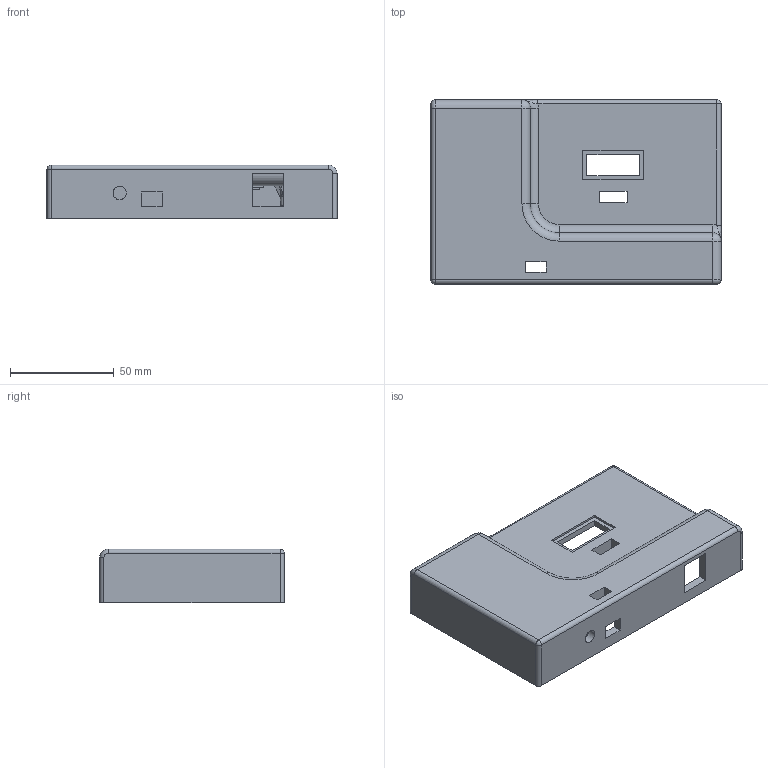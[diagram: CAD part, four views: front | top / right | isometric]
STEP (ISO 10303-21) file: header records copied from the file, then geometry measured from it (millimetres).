
FILE_DESCRIPTION (( 'STEP AP214' ), '1' );
FILE_NAME ('front part step.STEP', '2022-04-07T08:02:17', ( '' ), ( '' ), 'SwSTEP 2.0', 'SolidWorks 2021', '' );
FILE_SCHEMA (( 'AUTOMOTIVE_DESIGN' ));
Length unit declared in the file: millimetre
Products named in the file (1): front part step
Bounding box: 140 x 89 x 26 mm (x, y, z)
Volume: 45461 mm3; surface area: 48299.9 mm2
Topology: 4 solids, 4 shells, 253 faces, 645 edges, 412 vertices
Faces by surface type: plane 171, cylinder 34, cone 24, torus 16, sphere 6, bspline 2
Entity records: 8070 total; most frequent: CARTESIAN_POINT 1875, ORIENTED_EDGE 1274, DIRECTION 1251, EDGE_CURVE 637, LINE 423, VECTOR 423, AXIS2_PLACEMENT_3D 414, VERTEX_POINT 412
